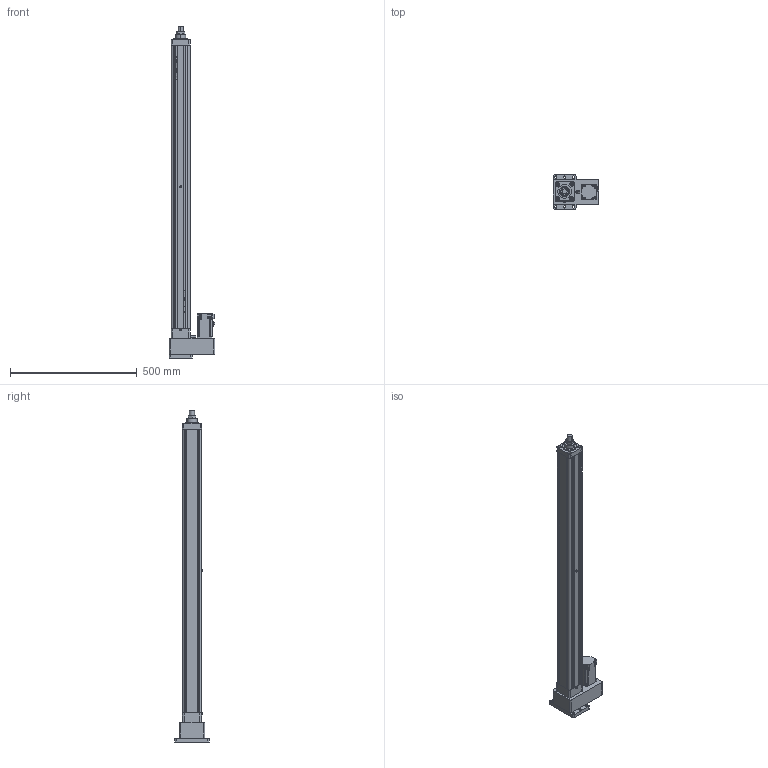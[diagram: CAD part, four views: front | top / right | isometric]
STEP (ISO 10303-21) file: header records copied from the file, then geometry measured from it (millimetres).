
FILE_DESCRIPTION (( 'STEP AP203' ), '1' );
FILE_NAME ('XSK75-5-1000-BR-FB-A-MS4(2).STEP', '2025-05-12T15:33:19', ( '' ), ( '' ), 'SwSTEP 2.0', 'SolidWorks 2024', '' );
FILE_SCHEMA (( 'CONFIG_CONTROL_DESIGN' ));
Length unit declared in the file: millimetre
Products named in the file (4): _____3.STEP; XSK75-5-1000-BR-FB-A-MS4(2).STEP; ____-100.STEP; XSK75-5-1000-BR-FB-A-MS4(2)
Assembly tree (3 placements, depth 3):
  XSK75-5-1000-BR-FB-A-MS4(2)
    XSK75-5-1000-BR-FB-A-MS4(2).STEP
      _____3.STEP
      ____-100.STEP
Bounding box: 180 x 135 x 1310 mm (x, y, z)
Volume: 6003127.5 mm3; surface area: 1060300.8 mm2
Topology: 16 solids, 16 shells, 636 faces, 1559 edges, 964 vertices
Faces by surface type: cylinder 268, plane 262, cone 70, sphere 24, bspline 8, torus 4
Entity records: 20999 total; most frequent: CARTESIAN_POINT 5389, DIRECTION 3318, ORIENTED_EDGE 3068, EDGE_CURVE 1534, AXIS2_PLACEMENT_3D 1245, VERTEX_POINT 963, LINE 828, VECTOR 828
